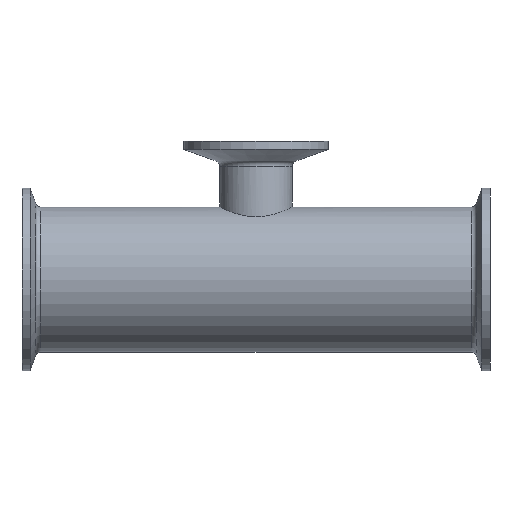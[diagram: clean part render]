
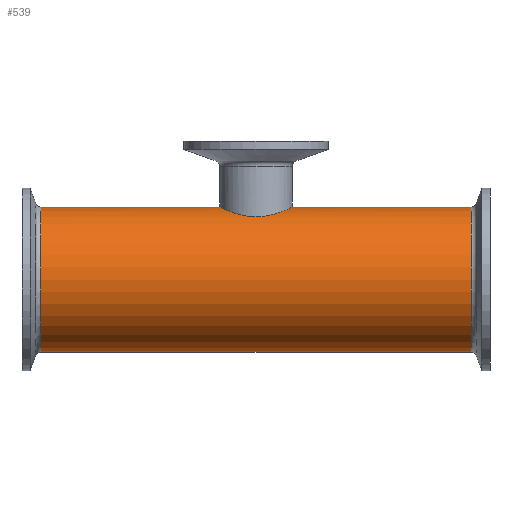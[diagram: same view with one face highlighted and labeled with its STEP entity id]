
A CAD part, front view. The second image highlights one B-rep face of the part: STEP entity #539.
In plain terms, the highlighted cylindrical face has radius 25.4 mm (diameter 50.8 mm), a full revolution.
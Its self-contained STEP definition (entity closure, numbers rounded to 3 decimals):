
#17=FACE_BOUND('',#131,.T.);
#29=B_SPLINE_CURVE_WITH_KNOTS('',3,(#900,#901,#902,#903,#904,#905,#906,
#907,#908,#909,#910,#911,#912,#913),.UNSPECIFIED.,.F.,.F.,(4,2,2,2,2,2,
4),(0.,0.244,0.489,0.978,1.465,
1.709,1.953),.UNSPECIFIED.);
#30=B_SPLINE_CURVE_WITH_KNOTS('',3,(#914,#915,#916,#917,#918,#919,#920,
#921,#922,#923,#924,#925,#926,#927,#928,#929,#930,#931,#932,#933,#934,#935,
#936,#937,#938,#939,#940,#941,#942,#943,#944,#945,#946,#947,#948,#949,#950,
#951),.UNSPECIFIED.,.F.,.F.,(4,2,2,2,2,2,2,2,2,2,2,2,2,2,2,2,2,2,4),(1.953,
2.196,2.44,2.928,3.417,3.661,
3.905,4.15,4.394,4.883,5.371,
5.614,5.858,6.102,6.346,6.833,
7.322,7.566,7.811),.UNSPECIFIED.);
#35=CYLINDRICAL_SURFACE('',#618,25.4);
#46=LINE('',#1006,#62);
#62=VECTOR('',#763,25.4);
#94=FACE_OUTER_BOUND('',#130,.T.);
#130=EDGE_LOOP('',(#412,#413,#414,#415,#416,#417));
#131=EDGE_LOOP('',(#418,#419));
#176=CIRCLE('',#611,25.4);
#180=CIRCLE('',#615,25.4);
#182=CIRCLE('',#619,25.4);
#183=CIRCLE('',#620,25.4);
#222=VERTEX_POINT('',#897);
#223=VERTEX_POINT('',#899);
#235=VERTEX_POINT('',#989);
#236=VERTEX_POINT('',#990);
#240=VERTEX_POINT('',#1003);
#241=VERTEX_POINT('',#1004);
#278=EDGE_CURVE('',#223,#222,#29,.T.);
#279=EDGE_CURVE('',#222,#223,#30,.T.);
#297=EDGE_CURVE('',#235,#236,#176,.T.);
#301=EDGE_CURVE('',#236,#235,#180,.T.);
#304=EDGE_CURVE('',#240,#241,#182,.T.);
#305=EDGE_CURVE('',#240,#235,#46,.T.);
#306=EDGE_CURVE('',#241,#240,#183,.T.);
#412=ORIENTED_EDGE('',*,*,#304,.F.);
#413=ORIENTED_EDGE('',*,*,#305,.T.);
#414=ORIENTED_EDGE('',*,*,#301,.F.);
#415=ORIENTED_EDGE('',*,*,#297,.F.);
#416=ORIENTED_EDGE('',*,*,#305,.F.);
#417=ORIENTED_EDGE('',*,*,#306,.F.);
#418=ORIENTED_EDGE('',*,*,#278,.T.);
#419=ORIENTED_EDGE('',*,*,#279,.T.);
#539=ADVANCED_FACE('',(#94,#17),#35,.T.);
#611=AXIS2_PLACEMENT_3D('',#991,#744,#745);
#615=AXIS2_PLACEMENT_3D('',#997,#752,#753);
#618=AXIS2_PLACEMENT_3D('',#1002,#759,#760);
#619=AXIS2_PLACEMENT_3D('',#1005,#761,#762);
#620=AXIS2_PLACEMENT_3D('',#1007,#764,#765);
#744=DIRECTION('center_axis',(-1.,0.,0.));
#745=DIRECTION('ref_axis',(0.,1.,0.));
#752=DIRECTION('center_axis',(-1.,0.,0.));
#753=DIRECTION('ref_axis',(0.,1.,0.));
#759=DIRECTION('center_axis',(1.,0.,0.));
#760=DIRECTION('ref_axis',(0.,1.,0.));
#761=DIRECTION('center_axis',(1.,0.,0.));
#762=DIRECTION('ref_axis',(0.,-1.,0.));
#763=DIRECTION('',(-1.,0.,0.));
#764=DIRECTION('center_axis',(1.,0.,0.));
#765=DIRECTION('ref_axis',(0.,-1.,0.));
#897=CARTESIAN_POINT('',(-12.7,0.,25.4));
#899=CARTESIAN_POINT('',(0.,-12.7,21.997));
#900=CARTESIAN_POINT('Ctrl Pts',(0.,-12.7,21.997));
#901=CARTESIAN_POINT('Ctrl Pts',(-0.815,-12.7,21.997));
#902=CARTESIAN_POINT('Ctrl Pts',(-1.651,-12.62,22.044));
#903=CARTESIAN_POINT('Ctrl Pts',(-3.304,-12.292,22.229));
#904=CARTESIAN_POINT('Ctrl Pts',(-4.121,-12.042,22.367));
#905=CARTESIAN_POINT('Ctrl Pts',(-6.459,-11.065,22.875));
#906=CARTESIAN_POINT('Ctrl Pts',(-7.867,-10.093,23.339));
#907=CARTESIAN_POINT('Ctrl Pts',(-10.09,-7.87,24.179));
#908=CARTESIAN_POINT('Ctrl Pts',(-11.064,-6.461,24.616));
#909=CARTESIAN_POINT('Ctrl Pts',(-12.043,-4.12,25.076));
#910=CARTESIAN_POINT('Ctrl Pts',(-12.292,-3.302,25.198));
#911=CARTESIAN_POINT('Ctrl Pts',(-12.621,-1.648,25.36));
#912=CARTESIAN_POINT('Ctrl Pts',(-12.7,-0.813,25.4));
#913=CARTESIAN_POINT('Ctrl Pts',(-12.7,0.,25.4));
#914=CARTESIAN_POINT('Ctrl Pts',(-12.7,0.,25.4));
#915=CARTESIAN_POINT('Ctrl Pts',(-12.7,0.813,25.4));
#916=CARTESIAN_POINT('Ctrl Pts',(-12.621,1.648,25.36));
#917=CARTESIAN_POINT('Ctrl Pts',(-12.292,3.302,25.198));
#918=CARTESIAN_POINT('Ctrl Pts',(-12.043,4.12,25.076));
#919=CARTESIAN_POINT('Ctrl Pts',(-11.064,6.461,24.616));
#920=CARTESIAN_POINT('Ctrl Pts',(-10.09,7.87,24.179));
#921=CARTESIAN_POINT('Ctrl Pts',(-7.867,10.093,23.339));
#922=CARTESIAN_POINT('Ctrl Pts',(-6.459,11.065,22.875));
#923=CARTESIAN_POINT('Ctrl Pts',(-4.121,12.042,22.367));
#924=CARTESIAN_POINT('Ctrl Pts',(-3.304,12.292,22.229));
#925=CARTESIAN_POINT('Ctrl Pts',(-1.651,12.62,22.044));
#926=CARTESIAN_POINT('Ctrl Pts',(-0.815,12.7,21.997));
#927=CARTESIAN_POINT('Ctrl Pts',(0.815,12.7,21.997));
#928=CARTESIAN_POINT('Ctrl Pts',(1.651,12.62,22.044));
#929=CARTESIAN_POINT('Ctrl Pts',(3.304,12.292,22.229));
#930=CARTESIAN_POINT('Ctrl Pts',(4.121,12.042,22.367));
#931=CARTESIAN_POINT('Ctrl Pts',(6.459,11.065,22.875));
#932=CARTESIAN_POINT('Ctrl Pts',(7.867,10.093,23.339));
#933=CARTESIAN_POINT('Ctrl Pts',(10.09,7.87,24.179));
#934=CARTESIAN_POINT('Ctrl Pts',(11.064,6.461,24.616));
#935=CARTESIAN_POINT('Ctrl Pts',(12.043,4.12,25.076));
#936=CARTESIAN_POINT('Ctrl Pts',(12.292,3.302,25.198));
#937=CARTESIAN_POINT('Ctrl Pts',(12.621,1.648,25.36));
#938=CARTESIAN_POINT('Ctrl Pts',(12.7,0.813,25.4));
#939=CARTESIAN_POINT('Ctrl Pts',(12.7,-0.813,25.4));
#940=CARTESIAN_POINT('Ctrl Pts',(12.621,-1.648,25.36));
#941=CARTESIAN_POINT('Ctrl Pts',(12.292,-3.302,25.198));
#942=CARTESIAN_POINT('Ctrl Pts',(12.043,-4.12,25.076));
#943=CARTESIAN_POINT('Ctrl Pts',(11.064,-6.461,24.616));
#944=CARTESIAN_POINT('Ctrl Pts',(10.09,-7.87,24.179));
#945=CARTESIAN_POINT('Ctrl Pts',(7.867,-10.093,23.339));
#946=CARTESIAN_POINT('Ctrl Pts',(6.459,-11.065,22.875));
#947=CARTESIAN_POINT('Ctrl Pts',(4.121,-12.042,22.367));
#948=CARTESIAN_POINT('Ctrl Pts',(3.304,-12.292,22.229));
#949=CARTESIAN_POINT('Ctrl Pts',(1.651,-12.62,22.044));
#950=CARTESIAN_POINT('Ctrl Pts',(0.815,-12.7,21.997));
#951=CARTESIAN_POINT('Ctrl Pts',(0.,-12.7,21.997));
#989=CARTESIAN_POINT('',(-75.347,-25.4,0.));
#990=CARTESIAN_POINT('',(-75.347,0.,-25.4));
#991=CARTESIAN_POINT('Origin',(-75.347,0.,0.));
#997=CARTESIAN_POINT('Origin',(-75.347,0.,0.));
#1002=CARTESIAN_POINT('Origin',(0.,0.,0.));
#1003=CARTESIAN_POINT('',(75.347,-25.4,0.));
#1004=CARTESIAN_POINT('',(75.347,0.,25.4));
#1005=CARTESIAN_POINT('Origin',(75.347,0.,0.));
#1006=CARTESIAN_POINT('',(0.,-25.4,0.));
#1007=CARTESIAN_POINT('Origin',(75.347,0.,0.));
